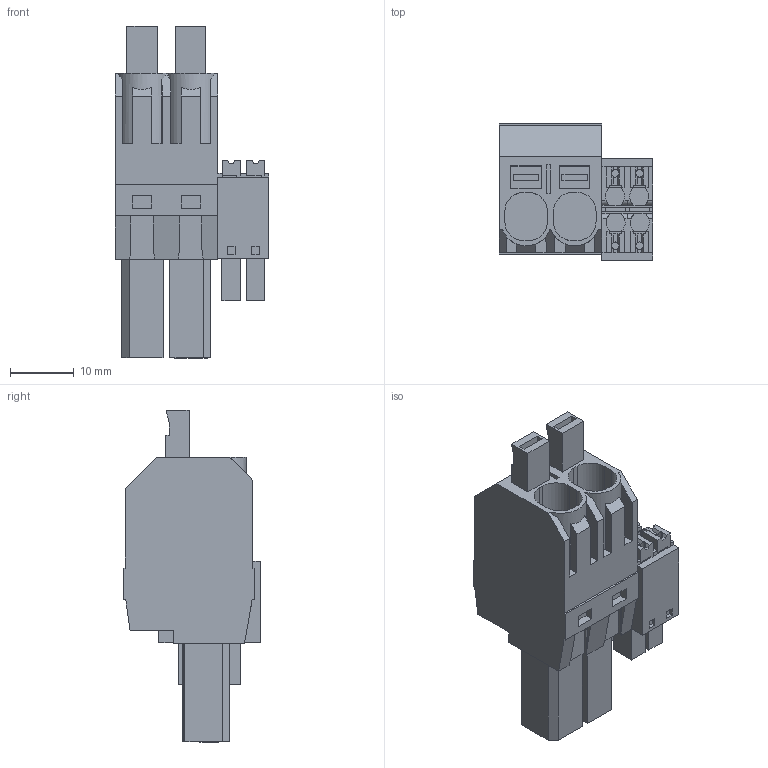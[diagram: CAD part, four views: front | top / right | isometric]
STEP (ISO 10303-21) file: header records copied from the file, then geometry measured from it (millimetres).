
FILE_DESCRIPTION(('CATIA V5 STEP Exchange','CAx-IF Rec.Pracs.--- Model Styling and Organization---1.4--- 2014-01-23'),'2;1');
FILE_NAME ('D1530256_1_2549310000_2549310000.stp','2023-09-07T12:39:28+00:00',('none'),('Weidmueller'),'CATIA Version 5-6 Release 2016 SP3 HF44','CATIA V5 STEP AP214','none');
FILE_SCHEMA(('AUTOMOTIVE_DESIGN { 1 0 10303 214 1 1 1 1 }'));
Length unit declared in the file: millimetre
Products named in the file (1): 2549310000
Bounding box: 24.17 x 21.53 x 52.11 mm (x, y, z)
Volume: 11225 mm3; surface area: 6577.3 mm2
Topology: 7 solids, 7 shells, 458 faces, 1252 edges, 831 vertices
Faces by surface type: plane 412, cylinder 46
Entity records: 13776 total; most frequent: CARTESIAN_POINT 2708, ORIENTED_EDGE 2504, DIRECTION 1867, EDGE_CURVE 1252, VECTOR 1110, LINE 1110, VERTEX_POINT 831, EDGE_LOOP 489
